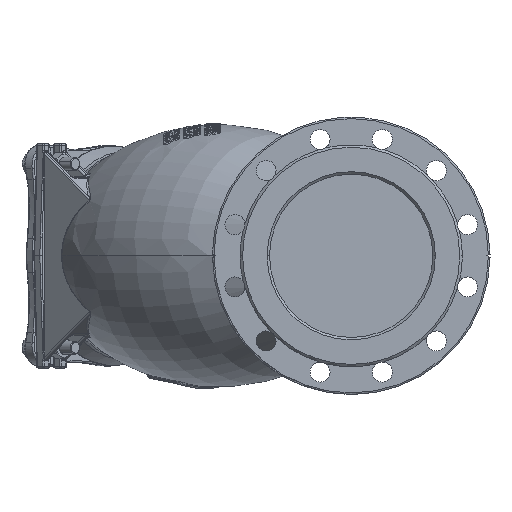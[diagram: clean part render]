
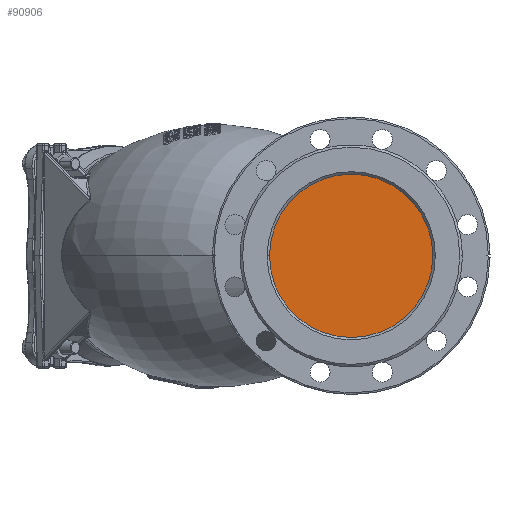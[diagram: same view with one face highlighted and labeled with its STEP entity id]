
A CAD part, left-side view. The second image highlights one B-rep face of the part: STEP entity #90906.
In plain terms, the highlighted planar face has unit normal (-1, 0, 0).
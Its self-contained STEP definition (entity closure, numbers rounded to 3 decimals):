
#6944 = CARTESIAN_POINT ( 'NONE',  ( -255.5, 0., 0. ) ) ;
#6945 = DIRECTION ( 'NONE',  ( 1., 0., 0. ) ) ;
#6946 = DIRECTION ( 'NONE',  ( 0., 0., 1. ) ) ;
#25516 = CARTESIAN_POINT ( 'NONE',  ( -255.5, -100., 0. ) ) ;
#25525 = CARTESIAN_POINT ( 'NONE',  ( -255.5, 100., 0. ) ) ;
#27020 = AXIS2_PLACEMENT_3D ( 'NONE', #82974, #82984, #82986 ) ;
#30160 = CIRCLE ( 'NONE', #32270, 100. ) ;
#32270 = AXIS2_PLACEMENT_3D ( 'NONE', #6944, #6945, #6946 ) ;
#33100 = AXIS2_PLACEMENT_3D ( 'NONE', #59618, #59619, #59620 ) ;
#34302 = FACE_OUTER_BOUND ( 'NONE', #84255, .T. ) ;
#59029 = VERTEX_POINT ( 'NONE', #25516 ) ;
#59034 = VERTEX_POINT ( 'NONE', #25525 ) ;
#59618 = CARTESIAN_POINT ( 'NONE',  ( -255.5, 0., 0. ) ) ;
#59619 = DIRECTION ( 'NONE',  ( 1., 0., 0. ) ) ;
#59620 = DIRECTION ( 'NONE',  ( 0., 0., 1. ) ) ;
#63161 = EDGE_CURVE ( 'NONE', #59029, #59034, #30160, .T. ) ;
#67041 = ORIENTED_EDGE ( 'NONE', *, *, #63161, .F. ) ;
#67043 = ORIENTED_EDGE ( 'NONE', *, *, #76717, .F. ) ;
#72311 = CIRCLE ( 'NONE', #33100, 100. ) ;
#76717 = EDGE_CURVE ( 'NONE', #59034, #59029, #72311, .T. ) ;
#82974 = CARTESIAN_POINT ( 'NONE',  ( -255.5, 0., 0. ) ) ;
#82979 = PLANE ( 'NONE',  #27020 ) ;
#82984 = DIRECTION ( 'NONE',  ( -1., 0., 0. ) ) ;
#82986 = DIRECTION ( 'NONE',  ( 0., 0., 1. ) ) ;
#84255 = EDGE_LOOP ( 'NONE', ( #67041, #67043 ) ) ;
#90906 = ADVANCED_FACE ( 'NONE', ( #34302 ), #82979, .T. ) ;
